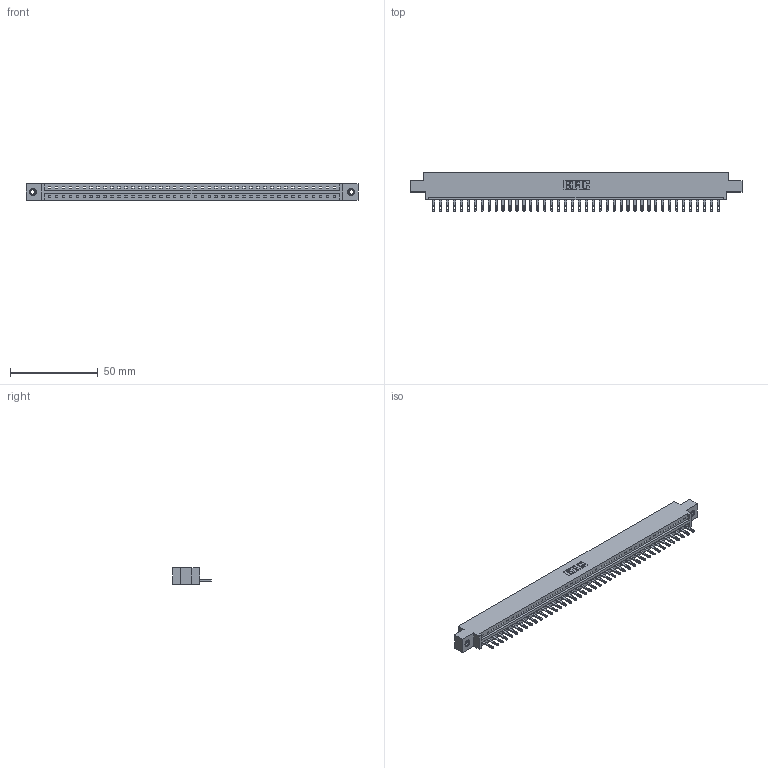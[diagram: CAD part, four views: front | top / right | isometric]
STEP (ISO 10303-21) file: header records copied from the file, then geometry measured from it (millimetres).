
FILE_DESCRIPTION (( 'STEP AP203' ), '1' );
FILE_NAME ('337-042-500-607.STEP', '2018-08-08T22:47:39', ( '' ), ( '' ), 'SwSTEP 2.0', 'SolidWorks 2016', '' );
FILE_SCHEMA (( 'CONFIG_CONTROL_DESIGN' ));
Length unit declared in the file: inch
Products named in the file (4): 337 Part_0.170 Offset - 0.156 Dia-TI; 345-292-001_345-293-100; 345-250-001_345-250-005-103; 337-042-500-607
Assembly tree (45 placements, depth 2):
  337-042-500-607
    337 Part_0.170 Offset - 0.156 Dia-TI
    345-292-001_345-293-100  x42
    345-250-001_345-250-005-103  x2
Bounding box: 189.43 x 21.85 x 9.4 mm (x, y, z)
Volume: 19583.4 mm3; surface area: 20472.1 mm2
Topology: 45 solids, 45 shells, 2614 faces, 8019 edges, 5338 vertices
Faces by surface type: plane 1786, cylinder 812, cone 12, torus 4
Entity records: 32468 total; most frequent: CARTESIAN_POINT 5635, ORIENTED_EDGE 5606, DIRECTION 4777, EDGE_CURVE 2803, LINE 2651, VECTOR 2651, VERTEX_POINT 1864, AXIS2_PLACEMENT_3D 1063
